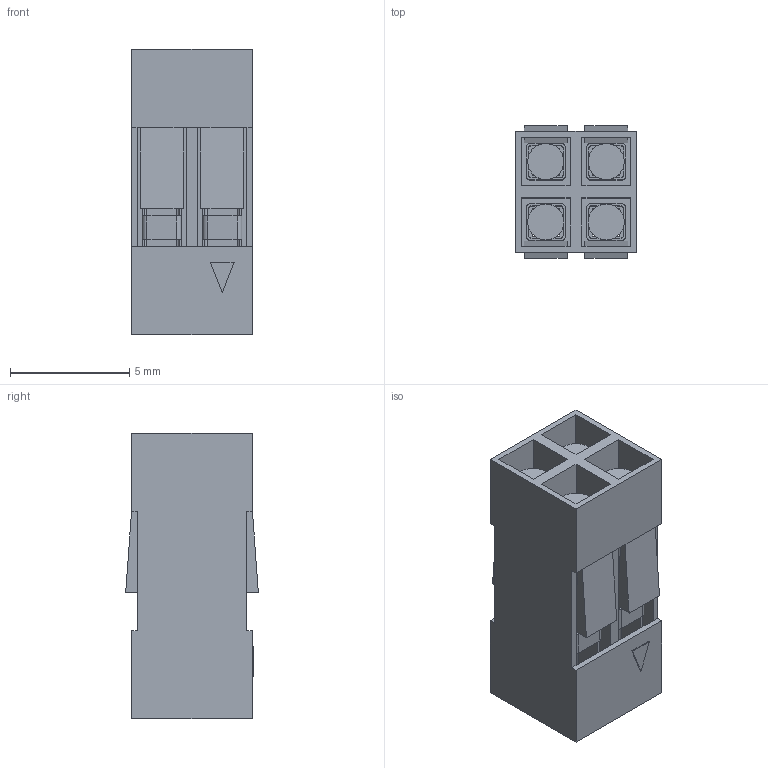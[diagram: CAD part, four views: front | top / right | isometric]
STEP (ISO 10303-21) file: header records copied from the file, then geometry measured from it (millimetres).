
FILE_DESCRIPTION (( 'STEP AP214' ), '1' );
FILE_NAME ('DS1071-2x2.STEP', '2019-05-31T22:51:47', ( 'VR' ), ( '' ), 'SwSTEP 2.0', 'SolidWorks 2016', '' );
FILE_SCHEMA (( 'AUTOMOTIVE_DESIGN' ));
Length unit declared in the file: millimetre
Products named in the file (1): DS1071-2x2
Bounding box: 5.08 x 5.57 x 12 mm (x, y, z)
Volume: 147.4 mm3; surface area: 1020.3 mm2
Topology: 5 solids, 5 shells, 282 faces, 853 edges, 542 vertices
Faces by surface type: plane 210, cylinder 72
Entity records: 12741 total; most frequent: ORIENTED_EDGE 1706, CARTESIAN_POINT 1678, DIRECTION 1603, EDGE_CURVE 853, VECTOR 669, LINE 669, VERTEX_POINT 542, AXIS2_PLACEMENT_3D 467
